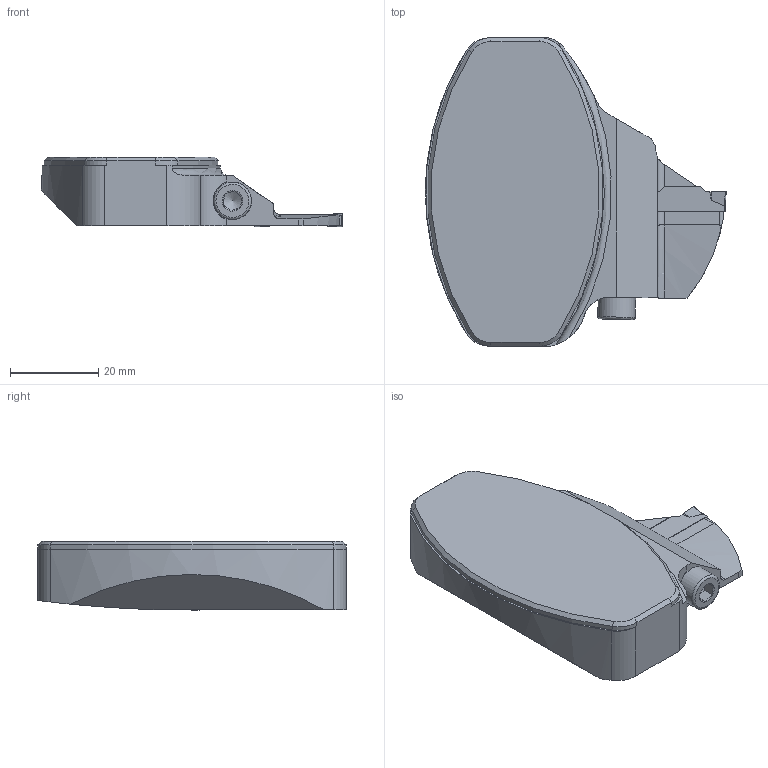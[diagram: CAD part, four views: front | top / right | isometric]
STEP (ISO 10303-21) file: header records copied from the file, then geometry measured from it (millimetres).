
FILE_DESCRIPTION(/* description */ (''),/* implementation_level */ '2;1');
FILE_NAME(/* name */ '1565754596439.stp',/* time_stamp */ '2019-08-14T09:20:11+06:00',/* author */ (''),/* organization */ ('SMS'),/* preprocessor_version */ 'ST-DEVELOPER v15',/* originating_system */ 'SIEMENS PLM Software NX 8.5',/* authorisation */ '');
FILE_SCHEMA (('AUTOMOTIVE_DESIGN { 1 0 10303 214 3 1 1 1 }'));
Length unit declared in the file: millimetre
Products named in the file (4): 201539464mod000_00; ASSEMBLY_CONSTRUCTION; 201726554mod000_01; 201726552mod000_01
Assembly tree (3 placements, depth 2):
  201726552mod000_01
    201726554mod000_01
    ASSEMBLY_CONSTRUCTION
    201539464mod000_00
Bounding box: 68.4 x 70 x 15.82 mm (x, y, z)
Volume: 41075.7 mm3; surface area: 9431.2 mm2
Topology: 2 solids, 2 shells, 104 faces, 277 edges, 184 vertices
Faces by surface type: plane 48, cylinder 28, cone 13, bspline 7, torus 4, extrusion 4
Full cylindrical faces by diameter (mm): 8.5 x1
Entity records: 3704 total; most frequent: CARTESIAN_POINT 1070, ORIENTED_EDGE 540, DIRECTION 485, EDGE_CURVE 270, VERTEX_POINT 175, AXIS2_PLACEMENT_3D 171, VECTOR 143, LINE 139
